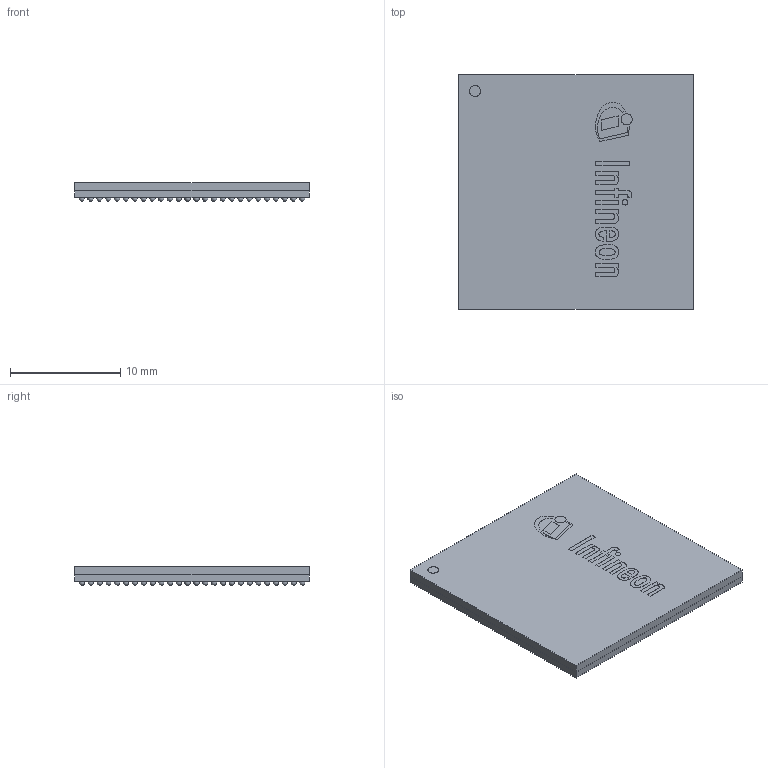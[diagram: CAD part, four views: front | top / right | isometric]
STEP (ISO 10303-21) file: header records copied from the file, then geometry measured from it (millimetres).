
FILE_DESCRIPTION(/* description */ (''),/* implementation_level */ '2;1');
FILE_NAME(/* name */ 'PG-LFBGA-436-1_Z8B00220748_V02_3D.stp',/* time_stamp */ '2023-07-07T14:54:52+05:00',/* author */ ('Subramani'),/* organization */ (''),/* preprocessor_version */ 'ST-DEVELOPER v16.13',/* originating_system */ 'AutoCAD Mechanical',/* authorisation */ '');
FILE_SCHEMA (('AUTOMOTIVE_DESIGN { 1 0 10303 214 3 1 1 }'));
Length unit declared in the file: millimetre
Products named in the file (1): Product
Bounding box: 21.3 x 21.3 x 1.71 mm (x, y, z)
Volume: 642.6 mm3; surface area: 3177.3 mm2
Topology: 453 solids, 453 shells, 1012 faces, 1623 edges, 1082 vertices
Faces by surface type: plane 552, sphere 436, bspline 18, cylinder 6
Full cylindrical faces by diameter (mm): 0.501 x1, 1 x2, 1.014 x1
Entity records: 16729 total; most frequent: DIRECTION 3149, CARTESIAN_POINT 2812, ORIENTED_EDGE 1494, AXIS2_PLACEMENT_3D 1443, EDGE_LOOP 1021, FACE_OUTER_BOUND 1012, ADVANCED_FACE 1012, EDGE_CURVE 747
